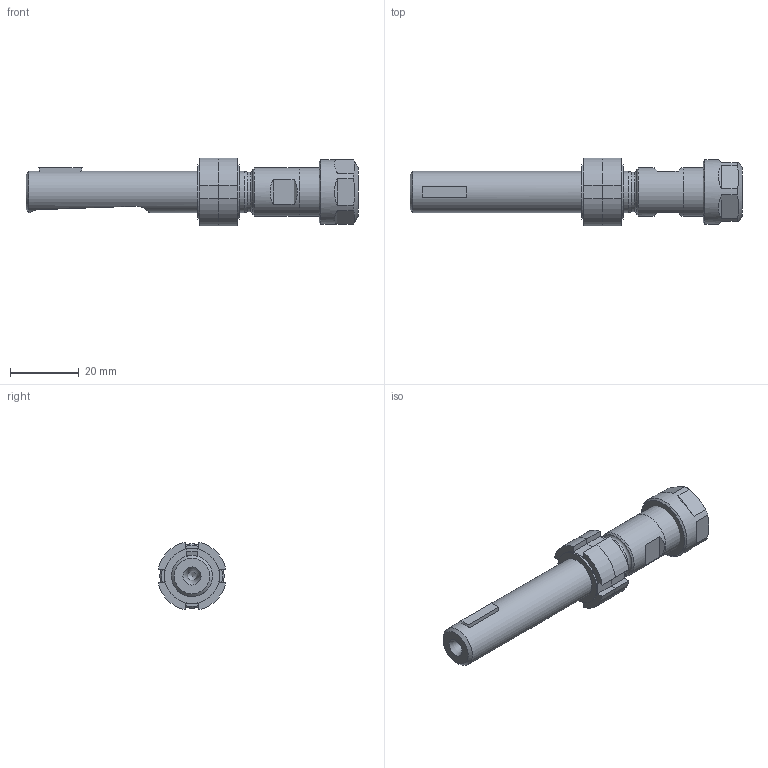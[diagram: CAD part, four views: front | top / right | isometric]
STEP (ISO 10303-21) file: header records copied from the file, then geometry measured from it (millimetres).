
FILE_DESCRIPTION( ( 'Unknown' ), '1' );
FILE_NAME( '261211104-A.stp', 'Unknown', ( 'Unknown' ), ( 'Unknown' ), 'PSStep 15.0.49', 'Unknown', ' ' );
FILE_SCHEMA( ( 'AUTOMOTIVE_DESIGN { 1 0 10303 214 1 1 1 1 }' ) );
Length unit declared in the file: millimetre
Products named in the file (5): 1; 2; 3; 4; 5
Bounding box: 96.6 x 19.6 x 19.6 mm (x, y, z)
Volume: 12938.5 mm3; surface area: 8470.7 mm2
Topology: 5 solids, 5 shells, 118 faces, 274 edges, 173 vertices
Faces by surface type: plane 68, cylinder 29, cone 16, torus 5
Full cylindrical faces by diameter (mm): 2.5 x1, 4.134 x2, 7.5 x1, 9 x1, 10.376 x2, 11.5 x1, 11.6 x1, 12 x1, 13.188 x1, 14 x2, 14.5 x1, 16 x2, 18.7 x1
Entity records: 4184 total; most frequent: CARTESIAN_POINT 648, DIRECTION 552, ORIENTED_EDGE 448, EDGE_CURVE 224, AXIS2_PLACEMENT_3D 215, EDGE_LOOP 170, VERTEX_POINT 165, FACE_OUTER_BOUND 140
